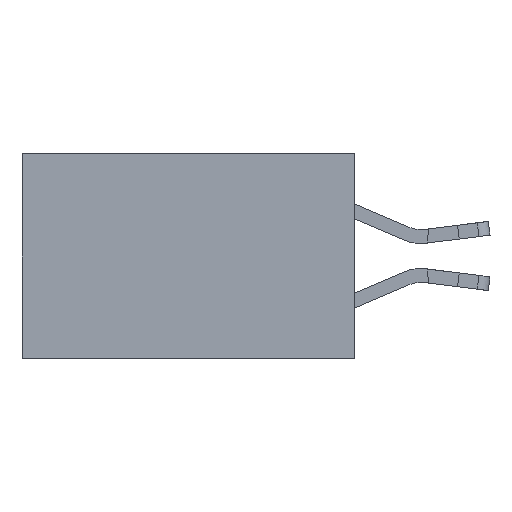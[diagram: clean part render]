
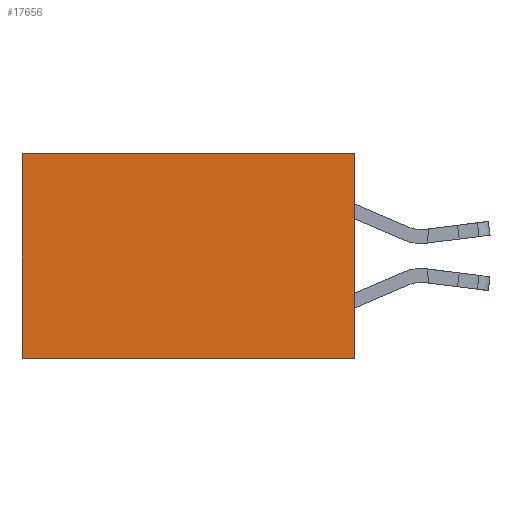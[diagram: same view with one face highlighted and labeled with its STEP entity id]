
A CAD part, left-side view. The second image highlights one B-rep face of the part: STEP entity #17656.
In plain terms, the highlighted planar face has unit normal (-1, 0, 0).
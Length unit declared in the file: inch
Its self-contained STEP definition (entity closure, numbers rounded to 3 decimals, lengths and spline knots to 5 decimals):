
#208 = AXIS2_PLACEMENT_3D ( 'NONE', #2340, #13677, #957 ) ;
#401 = VERTEX_POINT ( 'NONE', #10333 ) ;
#957 = DIRECTION ( 'NONE',  ( 0., 0., -1. ) ) ;
#1274 = LINE ( 'NONE', #13998, #4902 ) ;
#1433 = VERTEX_POINT ( 'NONE', #3162 ) ;
#1860 = LINE ( 'NONE', #4734, #13474 ) ;
#2340 = CARTESIAN_POINT ( 'NONE',  ( 0.2615, 0., -0.37 ) ) ;
#3162 = CARTESIAN_POINT ( 'NONE',  ( 0.2615, 0.6, 0. ) ) ;
#4290 = VECTOR ( 'NONE', #8596, 39.37008 ) ;
#4734 = CARTESIAN_POINT ( 'NONE',  ( 0.2615, 0., -0.37 ) ) ;
#4902 = VECTOR ( 'NONE', #8238, 39.37008 ) ;
#5987 = CARTESIAN_POINT ( 'NONE',  ( 0.2615, 0., -0.37 ) ) ;
#6602 = VECTOR ( 'NONE', #15718, 39.37008 ) ;
#7526 = DIRECTION ( 'NONE',  ( 0., 1., 0. ) ) ;
#8012 = PLANE ( 'NONE',  #208 ) ;
#8238 = DIRECTION ( 'NONE',  ( 0., 0., -1. ) ) ;
#8543 = VERTEX_POINT ( 'NONE', #12748 ) ;
#8596 = DIRECTION ( 'NONE',  ( 0., 1., 0. ) ) ;
#9230 = EDGE_CURVE ( 'NONE', #14118, #8543, #14515, .T. ) ;
#9476 = ORIENTED_EDGE ( 'NONE', *, *, #13762, .F. ) ;
#10333 = CARTESIAN_POINT ( 'NONE',  ( 0.2615, 0.6, -0.37 ) ) ;
#11664 = EDGE_LOOP ( 'NONE', ( #13289, #9476, #15641, #17366 ) ) ;
#12748 = CARTESIAN_POINT ( 'NONE',  ( 0.2615, 0., -0.37 ) ) ;
#13289 = ORIENTED_EDGE ( 'NONE', *, *, #15495, .T. ) ;
#13474 = VECTOR ( 'NONE', #7526, 39.37008 ) ;
#13677 = DIRECTION ( 'NONE',  ( 1., 0., 0. ) ) ;
#13762 = EDGE_CURVE ( 'NONE', #8543, #401, #1860, .T. ) ;
#13998 = CARTESIAN_POINT ( 'NONE',  ( 0.2615, 0.6, -0.37 ) ) ;
#14118 = VERTEX_POINT ( 'NONE', #18186 ) ;
#14344 = EDGE_CURVE ( 'NONE', #14118, #1433, #17340, .T. ) ;
#14515 = LINE ( 'NONE', #5987, #6602 ) ;
#14641 = CARTESIAN_POINT ( 'NONE',  ( 0.2615, 0., 0. ) ) ;
#15495 = EDGE_CURVE ( 'NONE', #1433, #401, #1274, .T. ) ;
#15641 = ORIENTED_EDGE ( 'NONE', *, *, #9230, .F. ) ;
#15718 = DIRECTION ( 'NONE',  ( 0., 0., -1. ) ) ;
#16474 = FACE_OUTER_BOUND ( 'NONE', #11664, .T. ) ;
#17340 = LINE ( 'NONE', #14641, #4290 ) ;
#17366 = ORIENTED_EDGE ( 'NONE', *, *, #14344, .T. ) ;
#17656 = ADVANCED_FACE ( 'NONE', ( #16474 ), #8012, .F. ) ;
#18186 = CARTESIAN_POINT ( 'NONE',  ( 0.2615, 0., 0. ) ) ;
